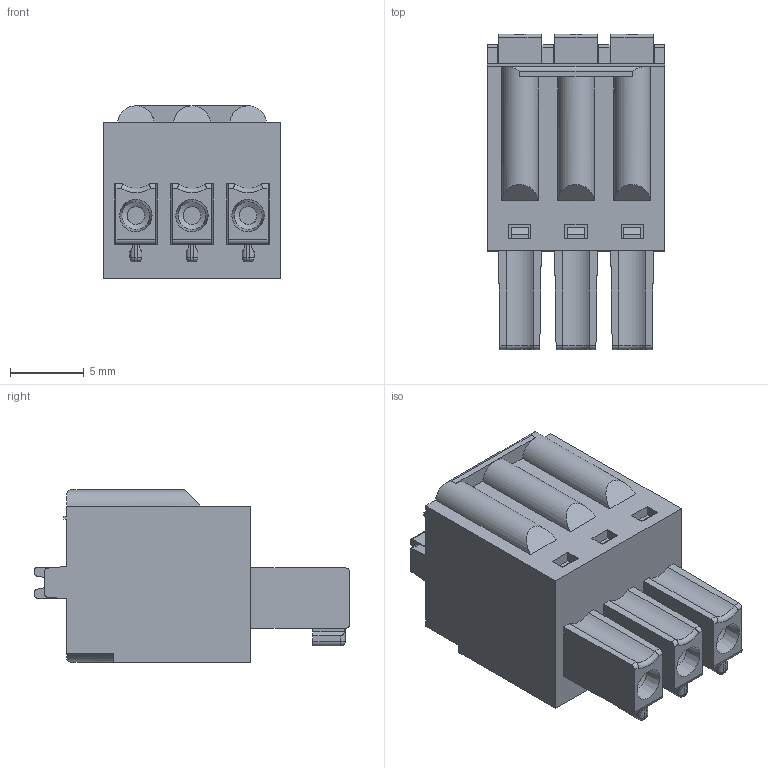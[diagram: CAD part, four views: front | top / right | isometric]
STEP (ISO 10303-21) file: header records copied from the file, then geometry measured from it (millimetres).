
FILE_DESCRIPTION(('STEP AP214'),'1');
FILE_NAME('SHM03-3.81-F.stp','2016-03-29T12:30:57',(' '),(' '),'Spatial InterOp 3D',' ',' ');
FILE_SCHEMA(('automotive_design'));
Length unit declared in the file: metre
Products named in the file (1): 1
Bounding box: 12.02 x 21.4 x 11.7 mm (x, y, z)
Volume: 1790.5 mm3; surface area: 1522.6 mm2
Topology: 1 solids, 1 shells, 328 faces, 871 edges, 568 vertices
Faces by surface type: plane 234, cylinder 76, cone 9, sphere 6, torus 3
Full cylindrical faces by diameter (mm): 1.2 x3, 3.1 x3
Entity records: 12668 total; most frequent: CARTESIAN_POINT 1951, ORIENTED_EDGE 1676, DIRECTION 1631, EDGE_CURVE 838, LINE 635, VECTOR 635, VERTEX_POINT 556, AXIS2_PLACEMENT_3D 498
